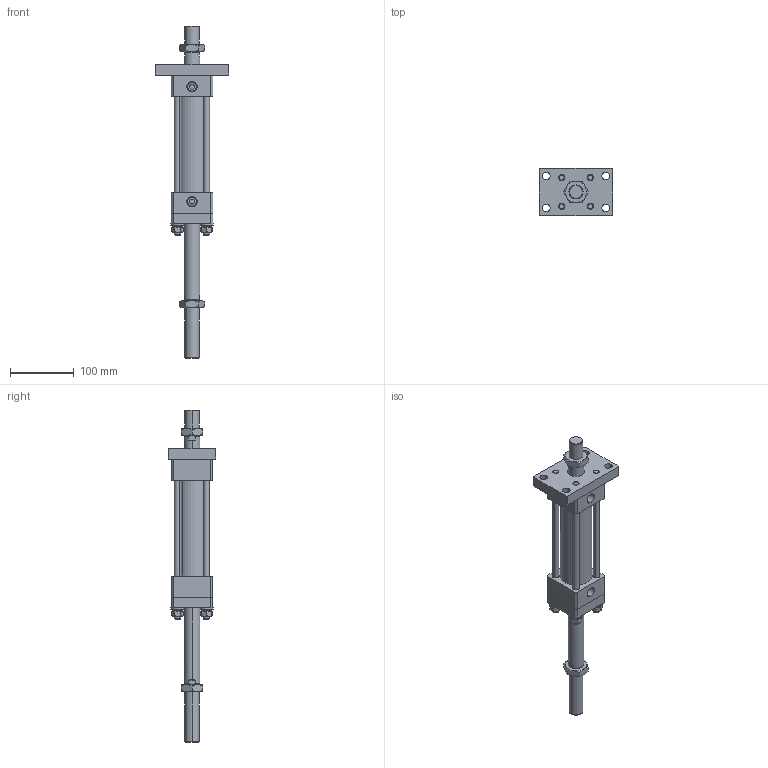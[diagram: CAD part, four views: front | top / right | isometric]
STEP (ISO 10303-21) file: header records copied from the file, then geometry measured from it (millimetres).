
FILE_DESCRIPTION (( 'STEP AP203' ), '1' );
FILE_NAME ('HOD-40-25-100-FA.STEP', '2021-04-27T02:57:30', ( '微软用户' ), ( '微软中国' ), 'SwSTEP 2.0', 'SolidWorks 2012', '' );
FILE_SCHEMA (( 'CONFIG_CONTROL_DESIGN' ));
Length unit declared in the file: millimetre
Products named in the file (11): HOD-40-25-100-FA; HOB-40-25-100楊擘; HOB-40-25-100-FA楊擘; hex thin nuts-grades ab-chamfered gb_GB_FASTENER_NUT_STNAB  B M22-N; spring lock washers--normal type gb_GB_FASTENER_WASHER_SW 10; plain washers--product grade c gb_GB_FASTENER_WASHER_SMWC 10; hex nuts 1-fine pitch-grades ab gb_GB_FASTENER_NUT_SNAB1XY M10X1.25-N; HOB-40-25-100前盖; HOD-40-25-100活塞杆; HOD-40-25-100-FA嶺裝; HOB-40-25-100掛极
Assembly tree (24 placements, depth 2):
  HOD-40-25-100-FA
    HOB-40-25-100掛极
    HOD-40-25-100-FA嶺裝  x4
    HOD-40-25-100活塞杆
    HOB-40-25-100前盖  x2
    hex nuts 1-fine pitch-grades ab gb_GB_FASTENER_NUT_SNAB1XY M10X1.25-N  x4
    plain washers--product grade c gb_GB_FASTENER_WASHER_SMWC 10  x4
    spring lock washers--normal type gb_GB_FASTENER_WASHER_SW 10  x4
    hex thin nuts-grades ab-chamfered gb_GB_FASTENER_NUT_STNAB  B M22-N  x2
    HOB-40-25-100-FA楊擘
    HOB-40-25-100楊擘
Bounding box: 115 x 75 x 520 mm (x, y, z)
Volume: 879847.3 mm3; surface area: 227761.2 mm2
Topology: 24 solids, 24 shells, 392 faces, 894 edges, 562 vertices
Faces by surface type: cylinder 150, plane 138, cone 92, torus 12
Entity records: 8067 total; most frequent: CARTESIAN_POINT 1494, DIRECTION 1140, ORIENTED_EDGE 976, EDGE_CURVE 488, AXIS2_PLACEMENT_3D 463, VERTEX_POINT 309, EDGE_LOOP 265, CIRCLE 228
